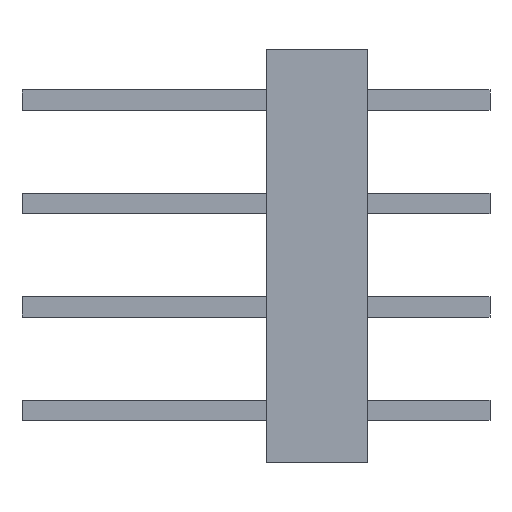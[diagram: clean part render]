
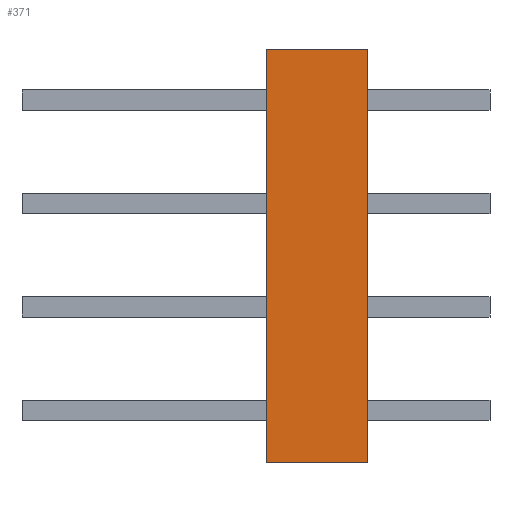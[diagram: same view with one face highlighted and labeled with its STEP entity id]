
A CAD part, left-side view. The second image highlights one B-rep face of the part: STEP entity #371.
In plain terms, the highlighted planar face has unit normal (-1, 0, 0).
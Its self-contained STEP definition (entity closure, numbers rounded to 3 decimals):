
#35 = LINE ( 'NONE', #4056, #2590 ) ;
#87 = EDGE_CURVE ( 'NONE', #4110, #1710, #1787, .T. ) ;
#329 = CARTESIAN_POINT ( 'NONE',  ( -2.5, 0., 2.54 ) ) ;
#371 = ADVANCED_FACE ( 'NONE', ( #609 ), #3009, .F. ) ;
#536 = ORIENTED_EDGE ( 'NONE', *, *, #2584, .T. ) ;
#609 = FACE_OUTER_BOUND ( 'NONE', #1415, .T. ) ;
#712 = LINE ( 'NONE', #3742, #4074 ) ;
#808 = DIRECTION ( 'NONE',  ( 0., -1., 0. ) ) ;
#902 = ORIENTED_EDGE ( 'NONE', *, *, #87, .F. ) ;
#1036 = VECTOR ( 'NONE', #808, 1000. ) ;
#1048 = CARTESIAN_POINT ( 'NONE',  ( -2.5, 2.5, -7.62 ) ) ;
#1119 = ORIENTED_EDGE ( 'NONE', *, *, #1875, .T. ) ;
#1264 = CARTESIAN_POINT ( 'NONE',  ( -2.5, 0., -7.62 ) ) ;
#1390 = VECTOR ( 'NONE', #1441, 1000. ) ;
#1415 = EDGE_LOOP ( 'NONE', ( #1119, #536, #3434, #902 ) ) ;
#1441 = DIRECTION ( 'NONE',  ( 0., 0., -1. ) ) ;
#1710 = VERTEX_POINT ( 'NONE', #329 ) ;
#1787 = LINE ( 'NONE', #3004, #1036 ) ;
#1875 = EDGE_CURVE ( 'NONE', #4110, #1944, #35, .T. ) ;
#1944 = VERTEX_POINT ( 'NONE', #1048 ) ;
#2090 = CARTESIAN_POINT ( 'NONE',  ( -2.5, 2.5, 2.54 ) ) ;
#2584 = EDGE_CURVE ( 'NONE', #1944, #2817, #712, .T. ) ;
#2590 = VECTOR ( 'NONE', #4031, 1000. ) ;
#2817 = VERTEX_POINT ( 'NONE', #1264 ) ;
#3004 = CARTESIAN_POINT ( 'NONE',  ( -2.5, 0., 2.54 ) ) ;
#3009 = PLANE ( 'NONE',  #3889 ) ;
#3306 = CARTESIAN_POINT ( 'NONE',  ( -2.5, 0., 2.54 ) ) ;
#3360 = DIRECTION ( 'NONE',  ( 0., 0., -1. ) ) ;
#3376 = DIRECTION ( 'NONE',  ( 1., 0., 0. ) ) ;
#3405 = CARTESIAN_POINT ( 'NONE',  ( -2.5, 0., 2.54 ) ) ;
#3434 = ORIENTED_EDGE ( 'NONE', *, *, #4096, .F. ) ;
#3742 = CARTESIAN_POINT ( 'NONE',  ( -2.5, 0., -7.62 ) ) ;
#3871 = LINE ( 'NONE', #3405, #1390 ) ;
#3889 = AXIS2_PLACEMENT_3D ( 'NONE', #3306, #3376, #3360 ) ;
#4031 = DIRECTION ( 'NONE',  ( 0., 0., -1. ) ) ;
#4056 = CARTESIAN_POINT ( 'NONE',  ( -2.5, 2.5, 2.54 ) ) ;
#4074 = VECTOR ( 'NONE', #4080, 1000. ) ;
#4080 = DIRECTION ( 'NONE',  ( 0., -1., 0. ) ) ;
#4096 = EDGE_CURVE ( 'NONE', #1710, #2817, #3871, .T. ) ;
#4110 = VERTEX_POINT ( 'NONE', #2090 ) ;
